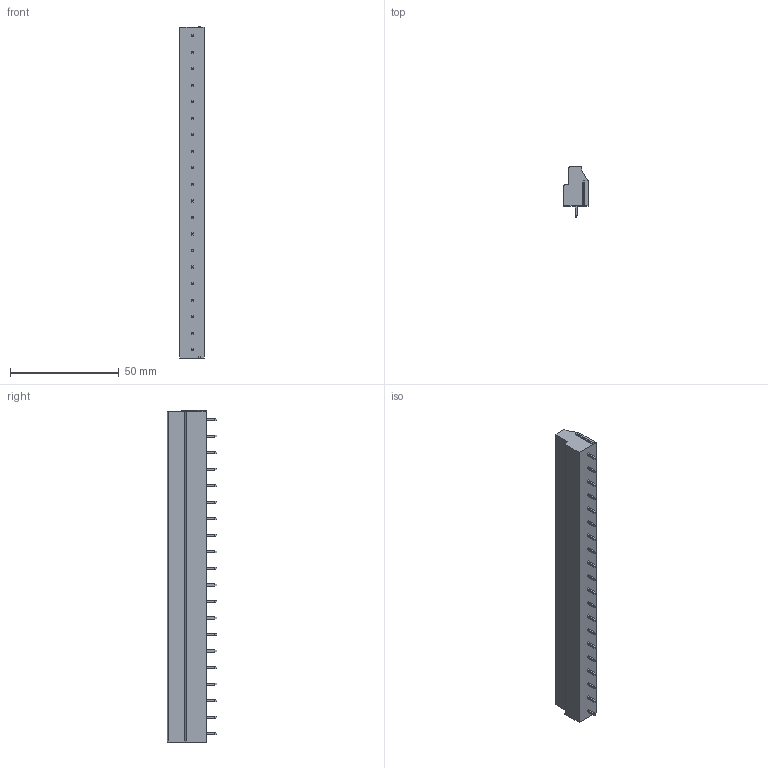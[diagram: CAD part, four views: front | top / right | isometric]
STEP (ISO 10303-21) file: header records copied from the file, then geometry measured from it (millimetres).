
FILE_DESCRIPTION((''),'2;1');
FILE_NAME('PRT0003','2024-10-21T',('sj'),(''),'PRO/ENGINEER BY PARAMETRIC TECHNOLOGY CORPORATION, 2013240','PRO/ENGINEER BY PARAMETRIC TECHNOLOGY CORPORATION, 2013240','');
FILE_SCHEMA(('AUTOMOTIVE_DESIGN_CC2 { 1 2 10303 214 -1 1 5 2 }'));
Length unit declared in the file: millimetre
Products named in the file (1): PRT0003
Bounding box: 11.2 x 23 x 153 mm (x, y, z)
Volume: 25204.1 mm3; surface area: 10106.3 mm2
Topology: 1 solids, 1 shells, 750 faces, 1782 edges, 1094 vertices
Faces by surface type: plane 502, cylinder 128, cone 80, torus 40
Entity records: 21226 total; most frequent: CARTESIAN_POINT 3786, DIRECTION 3618, ORIENTED_EDGE 3564, EDGE_CURVE 1782, VECTOR 1286, LINE 1286, AXIS2_PLACEMENT_3D 1166, VERTEX_POINT 1094
